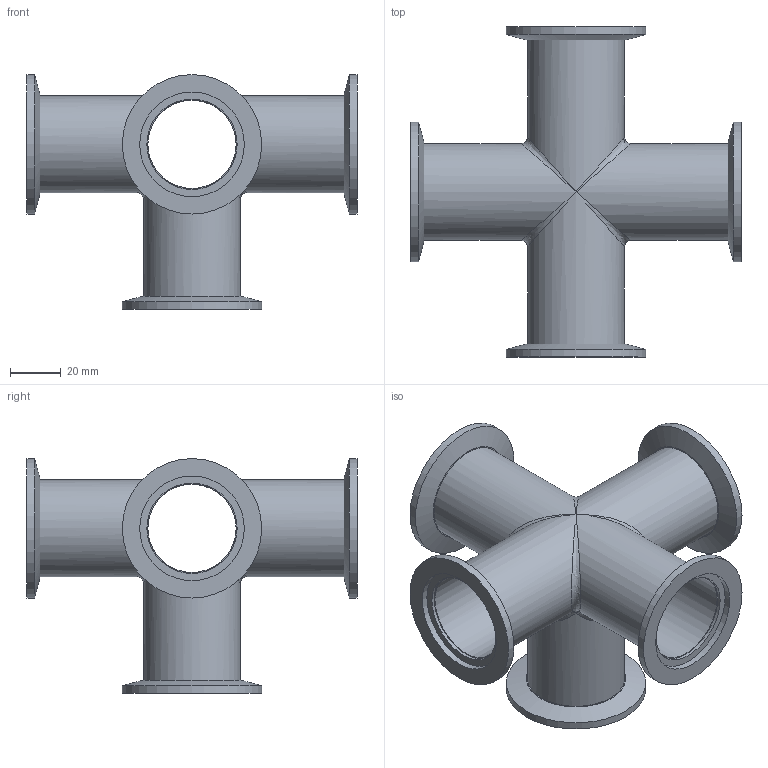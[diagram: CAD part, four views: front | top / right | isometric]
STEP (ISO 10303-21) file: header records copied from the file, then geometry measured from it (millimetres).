
FILE_DESCRIPTION (( 'STEP AP214' ), '1' );
FILE_NAME ('FULLVAC X51KF40.STEP', '2019-04-23T14:31:24', ( '' ), ( '' ), 'SwSTEP 2.0', 'SolidWorks 2017', '' );
FILE_SCHEMA (( 'AUTOMOTIVE_DESIGN' ));
Length unit declared in the file: millimetre
Products named in the file (3): 2^FULLVAC X51KF40; FULLVAC X51KF40; 1^FULLVAC X51KF40
Assembly tree (6 placements, depth 2):
  FULLVAC X51KF40
    1^FULLVAC X51KF40
    2^FULLVAC X51KF40  x5
Bounding box: 130 x 130 x 92.45 mm (x, y, z)
Volume: 67464.7 mm3; surface area: 73735.6 mm2
Topology: 6 solids, 6 shells, 84 faces, 165 edges, 92 vertices
Faces by surface type: cylinder 30, plane 25, bspline 24, cone 5
Full cylindrical faces by diameter (mm): 34.8 x5, 35.58 x5, 38.1 x5, 38.35 x5, 41.2 x5, 54.9 x5
Entity records: 5270 total; most frequent: CARTESIAN_POINT 3891, ORIENTED_EDGE 150, DIRECTION 104, EDGE_CURVE 75, EDGE_LOOP 72, FACE_OUTER_BOUND 62, B_SPLINE_CURVE_WITH_KNOTS 56, UNCERTAINTY_MEASURE_WITH_UNIT 55
